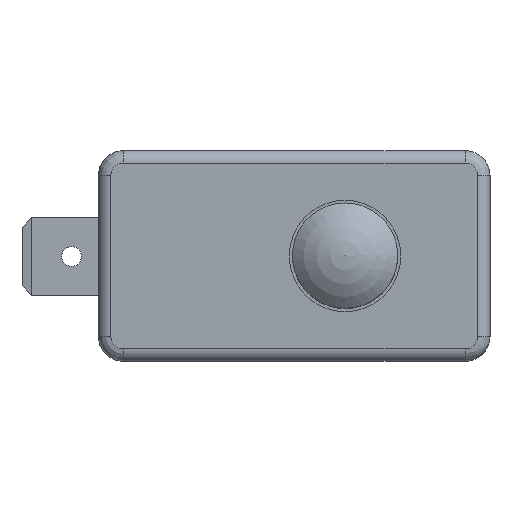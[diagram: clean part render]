
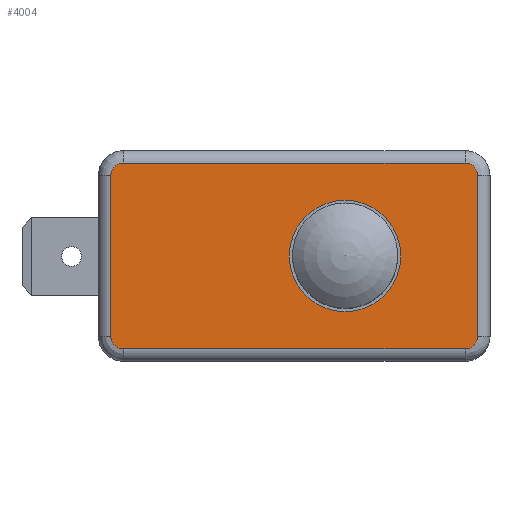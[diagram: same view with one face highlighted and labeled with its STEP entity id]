
A CAD part, top view. The second image highlights one B-rep face of the part: STEP entity #4004.
In plain terms, the highlighted planar face has unit normal (0, 0, 1).
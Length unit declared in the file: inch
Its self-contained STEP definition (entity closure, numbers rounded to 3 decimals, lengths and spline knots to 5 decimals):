
#3530=CARTESIAN_POINT('',(-0.70472,0.29528,0.07874));
#3531=VERTEX_POINT('',#3530);
#3539=CARTESIAN_POINT('',(0.38189,0.29528,0.07874));
#3540=VERTEX_POINT('',#3539);
#3541=CARTESIAN_POINT('',(-0.70472,0.29528,0.07874));
#3542=DIRECTION('',(1.0,0.0,0.0));
#3543=VECTOR('',#3542,1.08661);
#3544=LINE('',#3541,#3543);
#3545=EDGE_CURVE('',#3531,#3540,#3544,.T.);
#3600=CARTESIAN_POINT('',(-0.74409,0.25591,0.07874));
#3601=VERTEX_POINT('',#3600);
#3609=CARTESIAN_POINT('',(-0.70472,0.25591,0.07874));
#3610=DIRECTION('',(0.0,0.0,-1.0));
#3611=DIRECTION('',(-0.707,0.707,0.0));
#3612=AXIS2_PLACEMENT_3D('',#3609,#3610,#3611);
#3613=CIRCLE('',#3612,0.03937);
#3614=EDGE_CURVE('',#3601,#3531,#3613,.T.);
#3650=CARTESIAN_POINT('',(0.42126,0.25591,0.07874));
#3651=VERTEX_POINT('',#3650);
#3669=CARTESIAN_POINT('',(0.38189,0.25591,0.07874));
#3670=DIRECTION('',(0.0,0.0,-1.0));
#3671=DIRECTION('',(0.707,0.707,0.0));
#3672=AXIS2_PLACEMENT_3D('',#3669,#3670,#3671);
#3673=CIRCLE('',#3672,0.03937);
#3674=EDGE_CURVE('',#3540,#3651,#3673,.T.);
#3686=CARTESIAN_POINT('',(-0.74409,-0.25591,0.07874));
#3687=VERTEX_POINT('',#3686);
#3695=CARTESIAN_POINT('',(-0.74409,-0.25591,0.07874));
#3696=DIRECTION('',(0.0,1.0,0.0));
#3697=VECTOR('',#3696,0.51181);
#3698=LINE('',#3695,#3697);
#3699=EDGE_CURVE('',#3687,#3601,#3698,.T.);
#3716=CARTESIAN_POINT('',(0.42126,-0.25591,0.07874));
#3717=VERTEX_POINT('',#3716);
#3734=CARTESIAN_POINT('',(0.42126,0.25591,0.07874));
#3735=DIRECTION('',(0.0,-1.0,0.0));
#3736=VECTOR('',#3735,0.51181);
#3737=LINE('',#3734,#3736);
#3738=EDGE_CURVE('',#3651,#3717,#3737,.T.);
#3762=CARTESIAN_POINT('',(-0.70472,-0.29528,0.07874));
#3763=VERTEX_POINT('',#3762);
#3771=CARTESIAN_POINT('',(-0.70472,-0.25591,0.07874));
#3772=DIRECTION('',(0.0,0.0,-1.0));
#3773=DIRECTION('',(-0.707,-0.707,0.0));
#3774=AXIS2_PLACEMENT_3D('',#3771,#3772,#3773);
#3775=CIRCLE('',#3774,0.03937);
#3776=EDGE_CURVE('',#3763,#3687,#3775,.T.);
#3822=CARTESIAN_POINT('',(0.38189,-0.29528,0.07874));
#3823=VERTEX_POINT('',#3822);
#3841=CARTESIAN_POINT('',(0.38189,-0.25591,0.07874));
#3842=DIRECTION('',(0.0,0.0,-1.0));
#3843=DIRECTION('',(0.707,-0.707,0.0));
#3844=AXIS2_PLACEMENT_3D('',#3841,#3842,#3843);
#3845=CIRCLE('',#3844,0.03937);
#3846=EDGE_CURVE('',#3717,#3823,#3845,.T.);
#3864=CARTESIAN_POINT('',(0.38189,-0.29528,0.07874));
#3865=DIRECTION('',(-1.0,0.0,0.0));
#3866=VECTOR('',#3865,1.08661);
#3867=LINE('',#3864,#3866);
#3868=EDGE_CURVE('',#3823,#3763,#3867,.T.);
#3978=CARTESIAN_POINT('',(-0.80236,-0.3248,0.07874));
#3979=DIRECTION('',(0.0,0.0,1.0));
#3980=DIRECTION('',(1.0,0.0,0.0));
#3981=AXIS2_PLACEMENT_3D('',#3978,#3979,#3980);
#3982=PLANE('',#3981);
#3983=ORIENTED_EDGE('',*,*,#3545,.F.);
#3984=ORIENTED_EDGE('',*,*,#3614,.F.);
#3985=ORIENTED_EDGE('',*,*,#3699,.F.);
#3986=ORIENTED_EDGE('',*,*,#3776,.F.);
#3987=ORIENTED_EDGE('',*,*,#3868,.F.);
#3988=ORIENTED_EDGE('',*,*,#3846,.F.);
#3989=ORIENTED_EDGE('',*,*,#3738,.F.);
#3990=ORIENTED_EDGE('',*,*,#3674,.F.);
#3991=EDGE_LOOP('',(#3983,#3984,#3985,#3986,#3987,#3988,#3989,#3990));
#3992=FACE_OUTER_BOUND('',#3991,.T.);
#3993=CARTESIAN_POINT('',(0.17717,0.,0.07874));
#3994=VERTEX_POINT('',#3993);
#3995=CARTESIAN_POINT('',(0.0,0.0,0.07874));
#3996=DIRECTION('',(0.0,0.0,-1.0));
#3997=DIRECTION('',(-1.0,0.0,0.0));
#3998=AXIS2_PLACEMENT_3D('',#3995,#3996,#3997);
#3999=CIRCLE('',#3998,0.17717);
#4000=EDGE_CURVE('',#3994,#3994,#3999,.T.);
#4001=ORIENTED_EDGE('',*,*,#4000,.T.);
#4002=EDGE_LOOP('',(#4001));
#4003=FACE_BOUND('',#4002,.T.);
#4004=ADVANCED_FACE('',(#3992,#4003),#3982,.T.);
